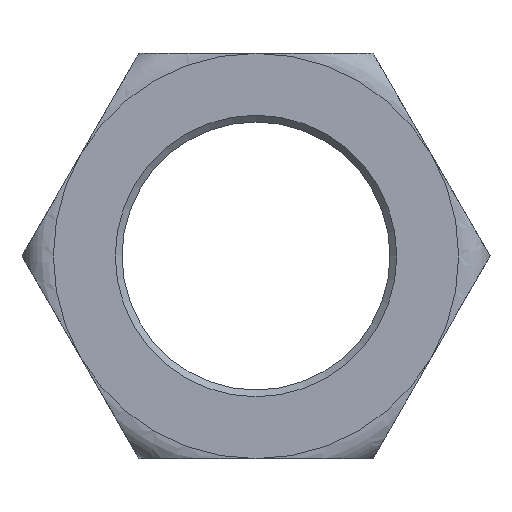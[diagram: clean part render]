
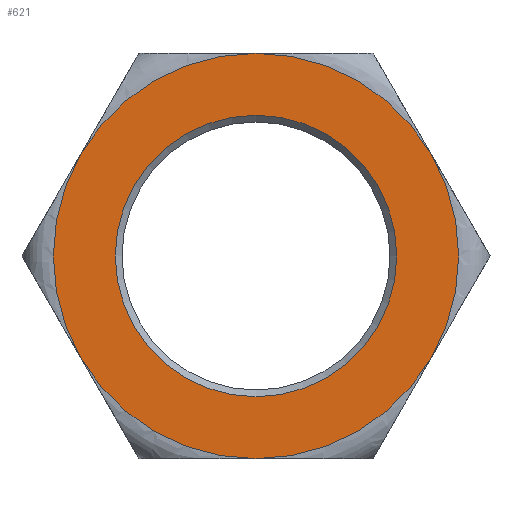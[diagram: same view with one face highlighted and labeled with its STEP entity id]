
A CAD part, front view. The second image highlights one B-rep face of the part: STEP entity #621.
In plain terms, the highlighted planar face has unit normal (0, -1, 0).
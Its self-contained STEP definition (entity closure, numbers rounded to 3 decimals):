
#58 = CIRCLE ( 'NONE', #711, 90. ) ;
#77 = DIRECTION ( 'NONE',  ( 0., 1., 0. ) ) ;
#80 = CARTESIAN_POINT ( 'NONE',  ( 0., -50., 0. ) ) ;
#103 = AXIS2_PLACEMENT_3D ( 'NONE', #80, #554, #513 ) ;
#125 = CIRCLE ( 'NONE', #103, 90. ) ;
#133 = ORIENTED_EDGE ( 'NONE', *, *, #1535, .F. ) ;
#139 = DIRECTION ( 'NONE',  ( 1., 0., 0. ) ) ;
#157 = CARTESIAN_POINT ( 'NONE',  ( 0., -50., 0. ) ) ;
#190 = FACE_OUTER_BOUND ( 'NONE', #1197, .T. ) ;
#207 = EDGE_CURVE ( 'NONE', #565, #668, #1097, .T. ) ;
#226 = EDGE_CURVE ( 'NONE', #511, #693, #1536, .T. ) ;
#232 = VERTEX_POINT ( 'NONE', #423 ) ;
#245 = EDGE_CURVE ( 'NONE', #730, #232, #1479, .T. ) ;
#254 = AXIS2_PLACEMENT_3D ( 'NONE', #1153, #1161, #774 ) ;
#256 = DIRECTION ( 'NONE',  ( 0., 0., 1. ) ) ;
#261 = CARTESIAN_POINT ( 'NONE',  ( -51.962, -50., 90. ) ) ;
#266 = DIRECTION ( 'NONE',  ( 0., 1., 0. ) ) ;
#290 = DIRECTION ( 'NONE',  ( 0.5, 0., -0.866 ) ) ;
#295 = CARTESIAN_POINT ( 'NONE',  ( -103.923, -50., 0. ) ) ;
#334 = CARTESIAN_POINT ( 'NONE',  ( 0., -50., -90. ) ) ;
#351 = CARTESIAN_POINT ( 'NONE',  ( -77.942, -50., -45. ) ) ;
#363 = DIRECTION ( 'NONE',  ( 0., 1., 0. ) ) ;
#372 = CARTESIAN_POINT ( 'NONE',  ( 0., -50., 0. ) ) ;
#376 = LINE ( 'NONE', #261, #531 ) ;
#389 = ORIENTED_EDGE ( 'NONE', *, *, #1507, .F. ) ;
#395 = CARTESIAN_POINT ( 'NONE',  ( 0., -50., 62.5 ) ) ;
#398 = CARTESIAN_POINT ( 'NONE',  ( 0., -50., 0. ) ) ;
#414 = VERTEX_POINT ( 'NONE', #968 ) ;
#415 = CARTESIAN_POINT ( 'NONE',  ( 51.962, -50., 90. ) ) ;
#423 = CARTESIAN_POINT ( 'NONE',  ( -77.942, -50., 45. ) ) ;
#426 = CARTESIAN_POINT ( 'NONE',  ( -77.942, -50., -45. ) ) ;
#511 = VERTEX_POINT ( 'NONE', #334 ) ;
#513 = DIRECTION ( 'NONE',  ( 1., 0., 0. ) ) ;
#521 = EDGE_CURVE ( 'NONE', #1135, #730, #574, .T. ) ;
#525 = CARTESIAN_POINT ( 'NONE',  ( 0., -50., 0. ) ) ;
#529 = CIRCLE ( 'NONE', #1251, 62.5 ) ;
#531 = VECTOR ( 'NONE', #139, 1000. ) ;
#536 = ORIENTED_EDGE ( 'NONE', *, *, #245, .F. ) ;
#544 = DIRECTION ( 'NONE',  ( 0., 1., 0. ) ) ;
#554 = DIRECTION ( 'NONE',  ( 0., 1., 0. ) ) ;
#565 = VERTEX_POINT ( 'NONE', #758 ) ;
#568 = EDGE_CURVE ( 'NONE', #1116, #1116, #529, .T. ) ;
#573 = ORIENTED_EDGE ( 'NONE', *, *, #207, .F. ) ;
#574 = LINE ( 'NONE', #1432, #1125 ) ;
#613 = DIRECTION ( 'NONE',  ( 1., 0., 0. ) ) ;
#621 = ADVANCED_FACE ( 'NONE', ( #1513, #190 ), #1270, .F. ) ;
#633 = VECTOR ( 'NONE', #925, 1000. ) ;
#651 = CARTESIAN_POINT ( 'NONE',  ( 77.942, -50., -45. ) ) ;
#652 = EDGE_CURVE ( 'NONE', #414, #565, #1028, .T. ) ;
#663 = CARTESIAN_POINT ( 'NONE',  ( 51.962, -50., -90. ) ) ;
#668 = VERTEX_POINT ( 'NONE', #651 ) ;
#693 = VERTEX_POINT ( 'NONE', #1136 ) ;
#711 = AXIS2_PLACEMENT_3D ( 'NONE', #525, #763, #613 ) ;
#730 = VERTEX_POINT ( 'NONE', #426 ) ;
#739 = AXIS2_PLACEMENT_3D ( 'NONE', #372, #266, #752 ) ;
#752 = DIRECTION ( 'NONE',  ( 1., 0., 0. ) ) ;
#758 = CARTESIAN_POINT ( 'NONE',  ( 77.942, -50., 45. ) ) ;
#763 = DIRECTION ( 'NONE',  ( 0., 1., 0. ) ) ;
#765 = ORIENTED_EDGE ( 'NONE', *, *, #1014, .F. ) ;
#766 = CIRCLE ( 'NONE', #739, 90. ) ;
#774 = DIRECTION ( 'NONE',  ( 0., 0., 1. ) ) ;
#785 = CARTESIAN_POINT ( 'NONE',  ( 0., -50., 0. ) ) ;
#793 = DIRECTION ( 'NONE',  ( 1., 0., 0. ) ) ;
#816 = AXIS2_PLACEMENT_3D ( 'NONE', #157, #1354, #1342 ) ;
#900 = ORIENTED_EDGE ( 'NONE', *, *, #1241, .F. ) ;
#913 = ORIENTED_EDGE ( 'NONE', *, *, #568, .T. ) ;
#925 = DIRECTION ( 'NONE',  ( -1., 0., 0. ) ) ;
#938 = VECTOR ( 'NONE', #290, 1000. ) ;
#968 = CARTESIAN_POINT ( 'NONE',  ( 77.942, -50., 45. ) ) ;
#975 = CARTESIAN_POINT ( 'NONE',  ( 0., -50., 90. ) ) ;
#987 = CARTESIAN_POINT ( 'NONE',  ( -77.942, -50., 45. ) ) ;
#1014 = EDGE_CURVE ( 'NONE', #232, #1078, #1390, .T. ) ;
#1028 = LINE ( 'NONE', #415, #938 ) ;
#1078 = VERTEX_POINT ( 'NONE', #987 ) ;
#1097 = CIRCLE ( 'NONE', #1275, 90. ) ;
#1116 = VERTEX_POINT ( 'NONE', #395 ) ;
#1125 = VECTOR ( 'NONE', #1452, 1000. ) ;
#1128 = ORIENTED_EDGE ( 'NONE', *, *, #652, .F. ) ;
#1135 = VERTEX_POINT ( 'NONE', #351 ) ;
#1136 = CARTESIAN_POINT ( 'NONE',  ( 0., -50., -90. ) ) ;
#1141 = DIRECTION ( 'NONE',  ( 0.5, 0., 0.866 ) ) ;
#1153 = CARTESIAN_POINT ( 'NONE',  ( 0., -50., 0. ) ) ;
#1161 = DIRECTION ( 'NONE',  ( 0., 1., 0. ) ) ;
#1197 = EDGE_LOOP ( 'NONE', ( #1391, #1218, #900, #573, #1128, #1519, #133, #389, #765, #536, #1525 ) ) ;
#1199 = AXIS2_PLACEMENT_3D ( 'NONE', #1417, #544, #793 ) ;
#1218 = ORIENTED_EDGE ( 'NONE', *, *, #226, .F. ) ;
#1236 = VERTEX_POINT ( 'NONE', #975 ) ;
#1241 = EDGE_CURVE ( 'NONE', #668, #511, #766, .T. ) ;
#1251 = AXIS2_PLACEMENT_3D ( 'NONE', #398, #363, #256 ) ;
#1252 = VECTOR ( 'NONE', #1141, 1000. ) ;
#1270 = PLANE ( 'NONE',  #254 ) ;
#1275 = AXIS2_PLACEMENT_3D ( 'NONE', #785, #77, #1522 ) ;
#1311 = EDGE_CURVE ( 'NONE', #1566, #414, #125, .T. ) ;
#1342 = DIRECTION ( 'NONE',  ( 1., 0., 0. ) ) ;
#1354 = DIRECTION ( 'NONE',  ( 0., 1., 0. ) ) ;
#1390 = LINE ( 'NONE', #295, #1252 ) ;
#1391 = ORIENTED_EDGE ( 'NONE', *, *, #1542, .F. ) ;
#1398 = EDGE_LOOP ( 'NONE', ( #913 ) ) ;
#1417 = CARTESIAN_POINT ( 'NONE',  ( 0., -50., 0. ) ) ;
#1432 = CARTESIAN_POINT ( 'NONE',  ( -51.962, -50., -90. ) ) ;
#1452 = DIRECTION ( 'NONE',  ( -0.5, 0., 0.866 ) ) ;
#1479 = CIRCLE ( 'NONE', #1199, 90. ) ;
#1484 = CARTESIAN_POINT ( 'NONE',  ( 0., -50., 90. ) ) ;
#1507 = EDGE_CURVE ( 'NONE', #1078, #1236, #1510, .T. ) ;
#1510 = CIRCLE ( 'NONE', #816, 90. ) ;
#1513 = FACE_BOUND ( 'NONE', #1398, .T. ) ;
#1519 = ORIENTED_EDGE ( 'NONE', *, *, #1311, .F. ) ;
#1522 = DIRECTION ( 'NONE',  ( 1., 0., 0. ) ) ;
#1525 = ORIENTED_EDGE ( 'NONE', *, *, #521, .F. ) ;
#1535 = EDGE_CURVE ( 'NONE', #1236, #1566, #376, .T. ) ;
#1536 = LINE ( 'NONE', #663, #633 ) ;
#1542 = EDGE_CURVE ( 'NONE', #693, #1135, #58, .T. ) ;
#1566 = VERTEX_POINT ( 'NONE', #1484 ) ;
